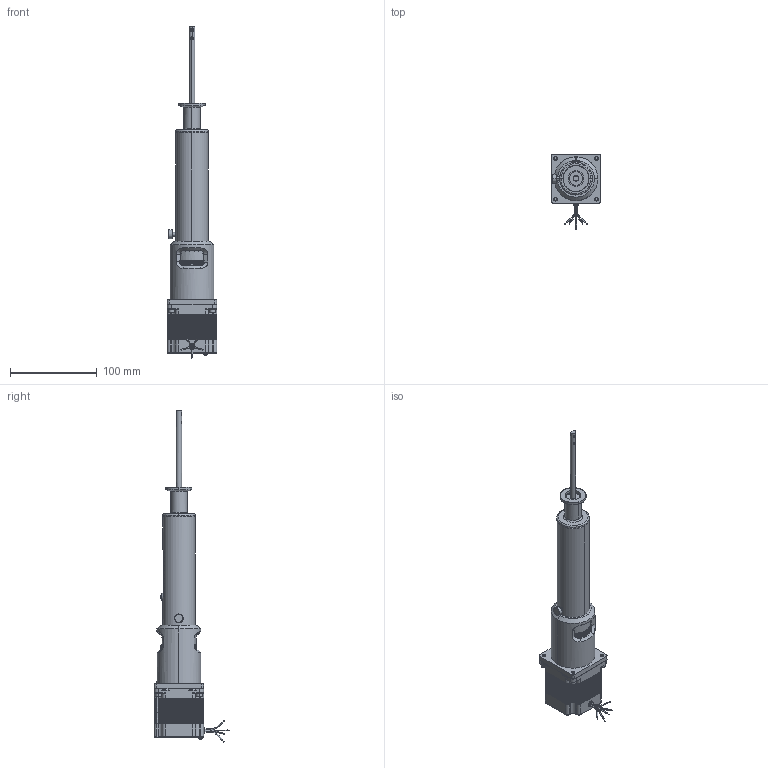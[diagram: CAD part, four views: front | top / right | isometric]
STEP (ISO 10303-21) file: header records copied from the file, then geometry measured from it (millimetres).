
FILE_DESCRIPTION (( 'STEP AP203' ), '1' );
FILE_NAME ('102260-12.stp', '2019-04-09T21:36:01', ( '' ), ( '' ), 'SwSTEP 2.0', 'SolidWorks 2012', '' );
FILE_SCHEMA (( 'CONFIG_CONTROL_DESIGN' ));
Products named in the file (1): 102260-12
Bounding box: 56.9 x 87.06 x 382.13 mm (x, y, z)
Volume: 459663.3 mm3; surface area: 56207.9 mm2
Topology: 1 solids, 6 shells, 4231 faces, 10112 edges, 5953 vertices
Faces by surface type: plane 2169, cylinder 973, cone 889, bspline 200
Entity records: 146046 total; most frequent: CARTESIAN_POINT 49717, ORIENTED_EDGE 20184, DIRECTION 19864, EDGE_CURVE 10092, AXIS2_PLACEMENT_3D 6841, LINE 6182, VECTOR 6182, VERTEX_POINT 5951
